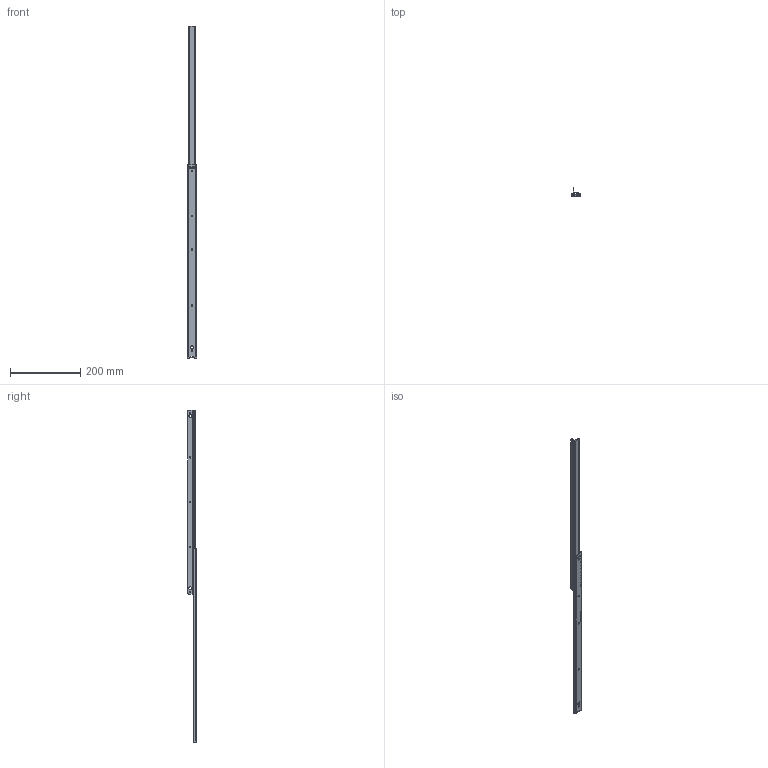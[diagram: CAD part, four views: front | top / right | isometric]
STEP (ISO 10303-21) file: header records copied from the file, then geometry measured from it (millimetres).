
FILE_DESCRIPTION((''),'2;1');
FILE_NAME('109-054_ASM','2015-05-04T',('w.jans'),(''),'PRO/ENGINEER BY PARAMETRIC TECHNOLOGY CORPORATION, 2003450','PRO/ENGINEER BY PARAMETRIC TECHNOLOGY CORPORATION, 2003450','');
FILE_SCHEMA(('CONFIG_CONTROL_DESIGN'));
Length unit declared in the file: millimetre
Products named in the file (10): 109-054-SKEL; 511-09-054-EMS1; 511-09-054-EMS1_ASM; 515-3XX-054EMS; 911-080; 515-3XX-054EMS_ASM; 513-09-054-EMS3; 516-011; 513-09-054-EMS3_ASM; 109-054_ASM
Assembly tree (28 placements, depth 3):
  109-054_ASM
    109-054-SKEL
    511-09-054-EMS1_ASM
      511-09-054-EMS1
    515-3XX-054EMS_ASM
      515-3XX-054EMS
      911-080  x20
    513-09-054-EMS3_ASM
      513-09-054-EMS3
      516-011
Bounding box: 27 x 24.5 x 945 mm (x, y, z)
Volume: 62463.8 mm3; surface area: 109657.8 mm2
Topology: 24 solids, 24 shells, 457 faces, 1275 edges, 778 vertices
Faces by surface type: plane 255, cylinder 162, sphere 40
Entity records: 13895 total; most frequent: CARTESIAN_POINT 2440, DIRECTION 2431, ORIENTED_EDGE 2314, EDGE_CURVE 1157, VECTOR 821, LINE 821, AXIS2_PLACEMENT_3D 805, VERTEX_POINT 740
